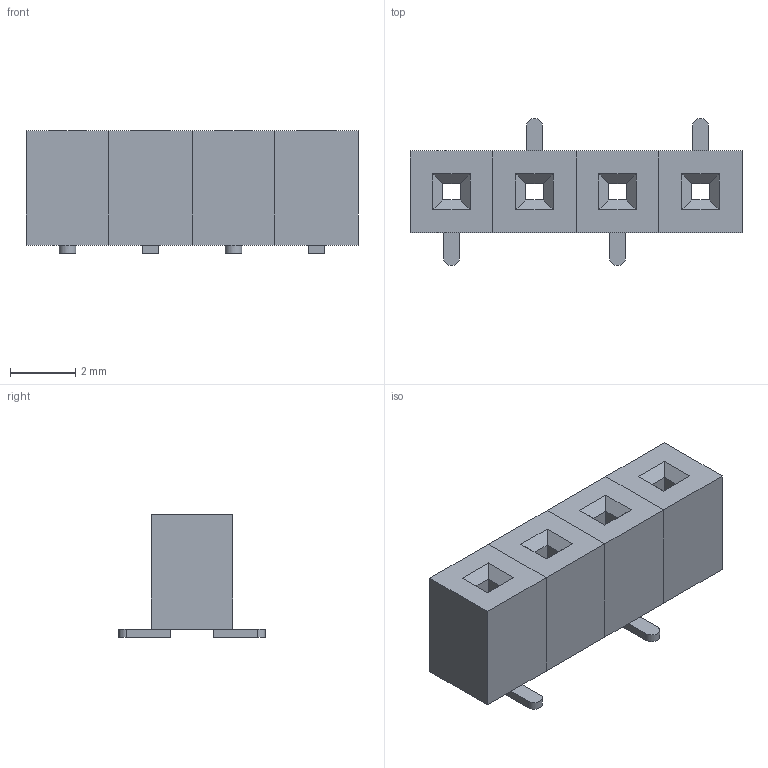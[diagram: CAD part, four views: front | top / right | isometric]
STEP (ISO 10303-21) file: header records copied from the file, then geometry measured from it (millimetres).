
FILE_DESCRIPTION(/* description */ (''),/* implementation_level */ '2;1');
FILE_NAME(/* name */ '1x04 smd low profile socket 2.54 header v3.step',/* time_stamp */ '2024-08-01T19:17:54+02:00',/* author */ (''),/* organization */ (''),/* preprocessor_version */ 'ST-DEVELOPER v20',/* originating_system */ 'Autodesk Translation Framework v13.14.0.145',/* authorisation */ '');
FILE_SCHEMA (('AUTOMOTIVE_DESIGN { 1 0 10303 214 3 1 1 }'));
Length unit declared in the file: millimetre
Products named in the file (1): 1x04 smd low profile socket 2.54 header
Bounding box: 10.16 x 4.5 x 3.75 mm (x, y, z)
Volume: 85.4 mm3; surface area: 228.2 mm2
Topology: 8 solids, 8 shells, 80 faces, 176 edges, 112 vertices
Faces by surface type: plane 76, cylinder 4
Entity records: 2196 total; most frequent: CARTESIAN_POINT 369, ORIENTED_EDGE 352, DIRECTION 346, EDGE_CURVE 176, LINE 168, VECTOR 168, VERTEX_POINT 112, AXIS2_PLACEMENT_3D 89
